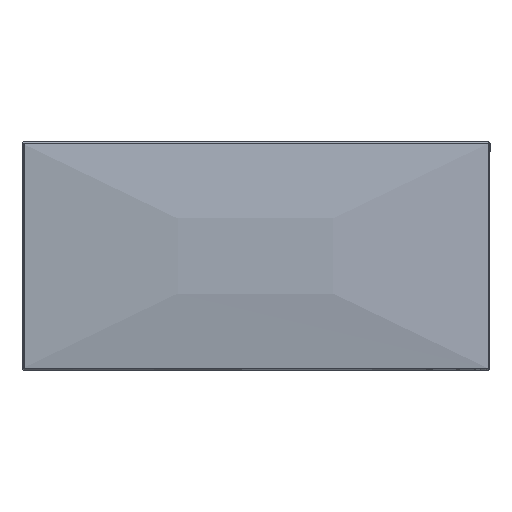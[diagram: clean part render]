
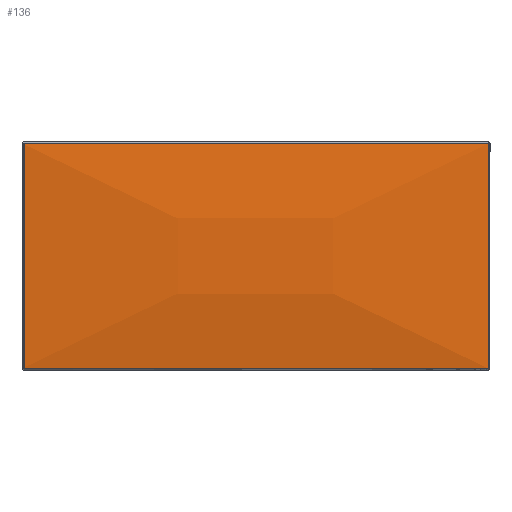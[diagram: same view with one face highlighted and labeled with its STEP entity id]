
A CAD part, left-side view. The second image highlights one B-rep face of the part: STEP entity #136.
In plain terms, the highlighted free-form (B-spline) face has degree [3, 3] with [4, 4] control points.
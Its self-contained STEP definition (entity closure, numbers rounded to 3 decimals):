
#13 = CARTESIAN_POINT ( 'NONE',  ( -1.6, -0.8, 0.52 ) ) ;
#16 = CARTESIAN_POINT ( 'NONE',  ( -1.6, -0.795, 0.005 ) ) ;
#19 = EDGE_CURVE ( 'NONE', #81, #236, #1704, .T. ) ;
#59 = FACE_OUTER_BOUND ( 'NONE', #127, .T. ) ;
#81 = VERTEX_POINT ( 'NONE', #1137 ) ;
#114 = B_SPLINE_SURFACE_WITH_KNOTS ( 'NONE', 3, 3, ( 
 ( #860, #1559, #866, #150 ),
 ( #747, #1159, #1444, #301 ),
 ( #1143, #997, #308, #13 ),
 ( #176, #1287, #1575, #454 ) ),
 .UNSPECIFIED., .F., .F., .F.,
 ( 4, 4 ),
 ( 4, 4 ),
 ( 0., 1. ),
 ( 0., 1. ),
 .UNSPECIFIED. ) ;
#127 = EDGE_LOOP ( 'NONE', ( #1366, #1082, #460, #404 ) ) ;
#136 = ADVANCED_FACE ( 'NONE', ( #59 ), #114, .F. ) ;
#150 = CARTESIAN_POINT ( 'NONE',  ( -1.6, -0.8, 0. ) ) ;
#176 = CARTESIAN_POINT ( 'NONE',  ( -1.6, 0.8, 0.78 ) ) ;
#194 = CARTESIAN_POINT ( 'NONE',  ( -1.6, -0.795, 0.775 ) ) ;
#236 = VERTEX_POINT ( 'NONE', #506 ) ;
#301 = CARTESIAN_POINT ( 'NONE',  ( -1.6, -0.8, 0.26 ) ) ;
#308 = CARTESIAN_POINT ( 'NONE',  ( -1.671, -0.267, 0.52 ) ) ;
#357 = CARTESIAN_POINT ( 'NONE',  ( -1.6, 0.8, 0.775 ) ) ;
#359 = CARTESIAN_POINT ( 'NONE',  ( -1.601, 0.268, 0.004 ) ) ;
#404 = ORIENTED_EDGE ( 'NONE', *, *, #19, .F. ) ;
#410 =( BOUNDED_CURVE ( )  B_SPLINE_CURVE ( 3, ( #357, #640, #1183, #505 ),
 .UNSPECIFIED., .F., .T. ) 
 B_SPLINE_CURVE_WITH_KNOTS ( ( 4, 4 ),
 ( 0., 1. ),
 .UNSPECIFIED. ) 
 CURVE ( )  GEOMETRIC_REPRESENTATION_ITEM ( )  RATIONAL_B_SPLINE_CURVE ( ( 1., 1., 1., 1. ) ) 
 REPRESENTATION_ITEM ( '' )  );
#433 = B_SPLINE_CURVE_WITH_KNOTS ( 'NONE', 3,
 ( #1270, #435, #1141, #16 ),
 .UNSPECIFIED., .F., .F.,
 ( 4, 4 ),
 ( 0., 1. ),
 .UNSPECIFIED. ) ;
#435 = CARTESIAN_POINT ( 'NONE',  ( -1.601, -0.796, 0.518 ) ) ;
#454 = CARTESIAN_POINT ( 'NONE',  ( -1.6, -0.8, 0.78 ) ) ;
#460 = ORIENTED_EDGE ( 'NONE', *, *, #1037, .F. ) ;
#493 = VECTOR ( 'NONE', #716, 1000. ) ;
#505 = CARTESIAN_POINT ( 'NONE',  ( -1.6, -0.795, 0.775 ) ) ;
#506 = CARTESIAN_POINT ( 'NONE',  ( -1.6, 0.8, 0.775 ) ) ;
#613 = VERTEX_POINT ( 'NONE', #194 ) ;
#640 = CARTESIAN_POINT ( 'NONE',  ( -1.601, 0.268, 0.776 ) ) ;
#665 = CARTESIAN_POINT ( 'NONE',  ( -1.6, -0.795, 0.005 ) ) ;
#673 = EDGE_CURVE ( 'NONE', #1213, #81, #881, .T. ) ;
#716 = DIRECTION ( 'NONE',  ( 0., 0., 1. ) ) ;
#747 = CARTESIAN_POINT ( 'NONE',  ( -1.6, 0.8, 0.26 ) ) ;
#800 = CARTESIAN_POINT ( 'NONE',  ( -1.6, 0.8, 0.005 ) ) ;
#860 = CARTESIAN_POINT ( 'NONE',  ( -1.6, 0.8, 0. ) ) ;
#866 = CARTESIAN_POINT ( 'NONE',  ( -1.6, -0.267, 0. ) ) ;
#881 = B_SPLINE_CURVE_WITH_KNOTS ( 'NONE', 3,
 ( #665, #1479, #359, #800 ),
 .UNSPECIFIED., .F., .F.,
 ( 4, 4 ),
 ( 0., 1. ),
 .UNSPECIFIED. ) ;
#997 = CARTESIAN_POINT ( 'NONE',  ( -1.671, 0.267, 0.52 ) ) ;
#1037 = EDGE_CURVE ( 'NONE', #236, #613, #410, .T. ) ;
#1082 = ORIENTED_EDGE ( 'NONE', *, *, #1330, .F. ) ;
#1137 = CARTESIAN_POINT ( 'NONE',  ( -1.6, 0.8, 0.005 ) ) ;
#1141 = CARTESIAN_POINT ( 'NONE',  ( -1.601, -0.796, 0.262 ) ) ;
#1143 = CARTESIAN_POINT ( 'NONE',  ( -1.6, 0.8, 0.52 ) ) ;
#1159 = CARTESIAN_POINT ( 'NONE',  ( -1.671, 0.267, 0.26 ) ) ;
#1183 = CARTESIAN_POINT ( 'NONE',  ( -1.601, -0.263, 0.776 ) ) ;
#1213 = VERTEX_POINT ( 'NONE', #1223 ) ;
#1223 = CARTESIAN_POINT ( 'NONE',  ( -1.6, -0.795, 0.005 ) ) ;
#1270 = CARTESIAN_POINT ( 'NONE',  ( -1.6, -0.795, 0.775 ) ) ;
#1278 = CARTESIAN_POINT ( 'NONE',  ( -1.6, 0.8, 0.39 ) ) ;
#1287 = CARTESIAN_POINT ( 'NONE',  ( -1.6, 0.267, 0.78 ) ) ;
#1330 = EDGE_CURVE ( 'NONE', #613, #1213, #433, .T. ) ;
#1366 = ORIENTED_EDGE ( 'NONE', *, *, #673, .F. ) ;
#1444 = CARTESIAN_POINT ( 'NONE',  ( -1.671, -0.267, 0.26 ) ) ;
#1479 = CARTESIAN_POINT ( 'NONE',  ( -1.601, -0.263, 0.004 ) ) ;
#1559 = CARTESIAN_POINT ( 'NONE',  ( -1.6, 0.267, 0. ) ) ;
#1575 = CARTESIAN_POINT ( 'NONE',  ( -1.6, -0.267, 0.78 ) ) ;
#1704 = LINE ( 'NONE', #1278, #493 ) ;
